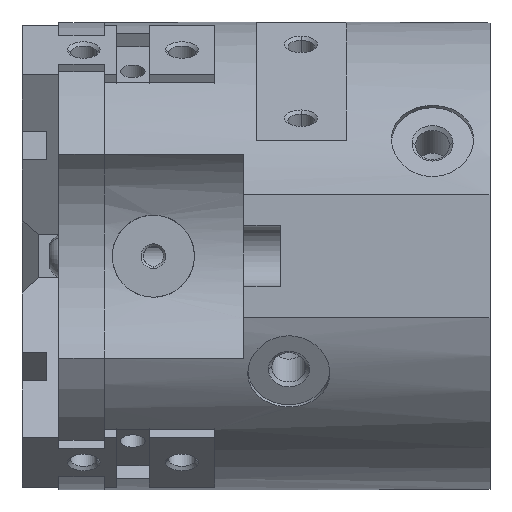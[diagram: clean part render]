
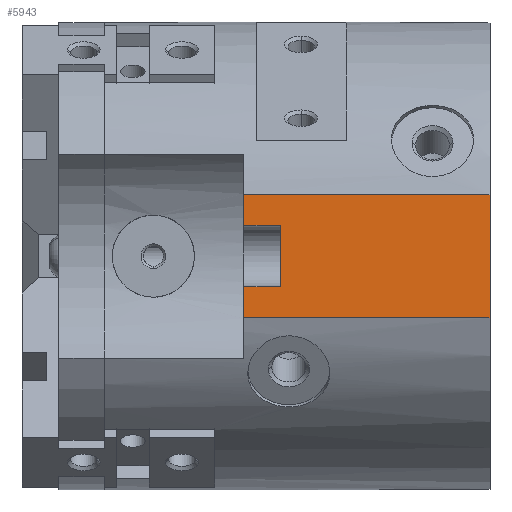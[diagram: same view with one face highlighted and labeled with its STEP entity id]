
A CAD part, left-side view. The second image highlights one B-rep face of the part: STEP entity #5943.
In plain terms, the highlighted planar face has unit normal (-1, 0, 0).
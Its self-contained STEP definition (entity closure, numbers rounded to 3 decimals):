
#2651 = VERTEX_POINT( '', #7171 );
#2687 = VERTEX_POINT( '', #7210 );
#3071 = VERTEX_POINT( '', #7639 );
#3213 = EDGE_CURVE( '', #2687, #5567, #7794, .T. );
#3619 = EDGE_CURVE( '', #4081, #3071, #8254, .T. );
#3775 = VERTEX_POINT( '', #8429 );
#4001 = EDGE_CURVE( '', #6023, #4865, #8672, .T. );
#4081 = VERTEX_POINT( '', #8759 );
#4347 = EDGE_CURVE( '', #5567, #3775, #9053, .T. );
#4755 = EDGE_CURVE( '', #3775, #6023, #9503, .T. );
#4865 = VERTEX_POINT( '', #9624 );
#5567 = VERTEX_POINT( '', #10407 );
#5633 = EDGE_CURVE( '', #4081, #2651, #10483, .T. );
#5753 = EDGE_CURVE( '', #2651, #2687, #10614, .T. );
#5943 = ADVANCED_FACE( '', ( #10828 ), #10829, .T. );
#6023 = VERTEX_POINT( '', #10918 );
#6193 = EDGE_CURVE( '', #4865, #3071, #11101, .T. );
#7171 = CARTESIAN_POINT( '', ( -27.5, 0., 7.483 ) );
#7210 = CARTESIAN_POINT( '', ( -27.5, 30., 7.483 ) );
#7639 = CARTESIAN_POINT( '', ( -27.5, 30., -7.483 ) );
#7794 = LINE( '', #13416, #13417 );
#8254 = LINE( '', #14169, #14170 );
#8429 = CARTESIAN_POINT( '', ( -27.5, 25.5, 3.75 ) );
#8672 = LINE( '', #14848, #14849 );
#8759 = CARTESIAN_POINT( '', ( -27.5, 0., -7.483 ) );
#9053 = LINE( '', #15447, #15448 );
#9503 = LINE( '', #16121, #16122 );
#9624 = CARTESIAN_POINT( '', ( -27.5, 30., -3.75 ) );
#10407 = CARTESIAN_POINT( '', ( -27.5, 30., 3.75 ) );
#10483 = LINE( '', #17537, #17538 );
#10614 = LINE( '', #17741, #17742 );
#10828 = FACE_OUTER_BOUND( '', #18112, .T. );
#10829 = PLANE( '', #18113 );
#10918 = CARTESIAN_POINT( '', ( -27.5, 25.5, -3.75 ) );
#11101 = LINE( '', #18531, #18532 );
#13416 = CARTESIAN_POINT( '', ( -27.5, 30., 3.742 ) );
#13417 = VECTOR( '', #20611, 1. );
#14169 = CARTESIAN_POINT( '', ( -27.5, 0., -7.483 ) );
#14170 = VECTOR( '', #21221, 1. );
#14848 = CARTESIAN_POINT( '', ( -27.5, 15., -3.75 ) );
#14849 = VECTOR( '', #21664, 1. );
#15447 = CARTESIAN_POINT( '', ( -27.5, 15., 3.75 ) );
#15448 = VECTOR( '', #22100, 1. );
#16121 = CARTESIAN_POINT( '', ( -27.5, 25.5, 3.742 ) );
#16122 = VECTOR( '', #22619, 1. );
#17537 = CARTESIAN_POINT( '', ( -27.5, 0., -7.483 ) );
#17538 = VECTOR( '', #23721, 1. );
#17741 = CARTESIAN_POINT( '', ( -27.5, 0., 7.483 ) );
#17742 = VECTOR( '', #23855, 1. );
#18112 = EDGE_LOOP( '', ( #24110, #24111, #24112, #24113, #24114, #24115, #24116, #24117 ) );
#18113 = AXIS2_PLACEMENT_3D( '', #24118, #24119, #24120 );
#18531 = CARTESIAN_POINT( '', ( -27.5, 30., 3.742 ) );
#18532 = VECTOR( '', #24406, 1. );
#20611 = DIRECTION( '', ( 0., 0., -1. ) );
#21221 = DIRECTION( '', ( 0., 1., 0. ) );
#21664 = DIRECTION( '', ( 0., 1., 0. ) );
#22100 = DIRECTION( '', ( 0., -1., 0. ) );
#22619 = DIRECTION( '', ( 0., 0., -1. ) );
#23721 = DIRECTION( '', ( 0., 0., 1. ) );
#23855 = DIRECTION( '', ( 0., 1., 0. ) );
#24110 = ORIENTED_EDGE( '', *, *, #4001, .T. );
#24111 = ORIENTED_EDGE( '', *, *, #6193, .T. );
#24112 = ORIENTED_EDGE( '', *, *, #3619, .F. );
#24113 = ORIENTED_EDGE( '', *, *, #5633, .T. );
#24114 = ORIENTED_EDGE( '', *, *, #5753, .T. );
#24115 = ORIENTED_EDGE( '', *, *, #3213, .T. );
#24116 = ORIENTED_EDGE( '', *, *, #4347, .T. );
#24117 = ORIENTED_EDGE( '', *, *, #4755, .T. );
#24118 = CARTESIAN_POINT( '', ( -27.5, 0., 7.483 ) );
#24119 = DIRECTION( '', ( -1., 0., 0. ) );
#24120 = DIRECTION( '', ( 0., 0., 1. ) );
#24406 = DIRECTION( '', ( 0., 0., -1. ) );
